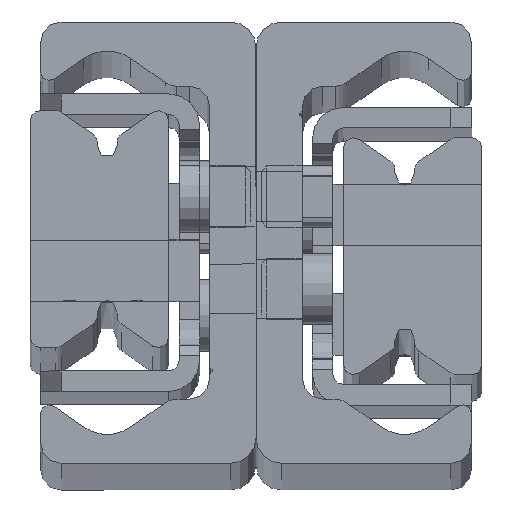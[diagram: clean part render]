
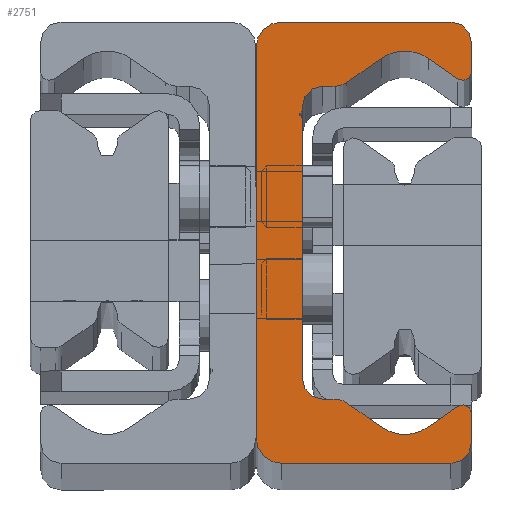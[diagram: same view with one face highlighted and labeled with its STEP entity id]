
A CAD part, top view. The second image highlights one B-rep face of the part: STEP entity #2751.
In plain terms, the highlighted planar face has unit normal (0, 0, 1).
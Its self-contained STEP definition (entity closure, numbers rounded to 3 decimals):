
#1649=CARTESIAN_POINT('',(2.499,0.,1490.0));
#1650=VERTEX_POINT('',#1649);
#1651=CARTESIAN_POINT('',(-0.001,2.5,1490.0));
#1652=VERTEX_POINT('',#1651);
#1653=CARTESIAN_POINT('',(2.499,2.5,1490.0));
#1654=DIRECTION('',(0.0,0.0,-1.0));
#1655=DIRECTION('',(-1.0,0.0,0.0));
#1656=AXIS2_PLACEMENT_3D('',#1653,#1654,#1655);
#1657=CIRCLE('',#1656,2.5);
#1658=EDGE_CURVE('',#1650,#1652,#1657,.T.);
#1691=CARTESIAN_POINT('',(-0.001,40.5,1490.0));
#1692=VERTEX_POINT('',#1691);
#1693=CARTESIAN_POINT('',(-0.001,2.5,1490.0));
#1694=DIRECTION('',(0.0,1.0,0.0));
#1695=VECTOR('',#1694,38.0);
#1696=LINE('',#1693,#1695);
#1697=EDGE_CURVE('',#1652,#1692,#1696,.T.);
#1791=CARTESIAN_POINT('',(2.499,43.0,1490.0));
#1792=VERTEX_POINT('',#1791);
#1793=CARTESIAN_POINT('',(2.499,40.5,1490.0));
#1794=DIRECTION('',(0.0,0.0,-1.0));
#1795=DIRECTION('',(0.0,1.0,0.0));
#1796=AXIS2_PLACEMENT_3D('',#1793,#1794,#1795);
#1797=CIRCLE('',#1796,2.5);
#1798=EDGE_CURVE('',#1692,#1792,#1797,.T.);
#1824=CARTESIAN_POINT('',(18.999,43.,1490.0));
#1825=VERTEX_POINT('',#1824);
#1826=CARTESIAN_POINT('',(2.499,43.0,1490.0));
#1827=DIRECTION('',(1.0,0.0,0.0));
#1828=VECTOR('',#1827,16.5);
#1829=LINE('',#1826,#1828);
#1830=EDGE_CURVE('',#1792,#1825,#1829,.T.);
#1855=CARTESIAN_POINT('',(20.999,41.,1490.0));
#1856=VERTEX_POINT('',#1855);
#1857=CARTESIAN_POINT('',(18.999,41.,1490.0));
#1858=DIRECTION('',(0.0,0.0,-1.0));
#1859=DIRECTION('',(1.0,0.0,0.0));
#1860=AXIS2_PLACEMENT_3D('',#1857,#1858,#1859);
#1861=CIRCLE('',#1860,2.0);
#1862=EDGE_CURVE('',#1825,#1856,#1861,.T.);
#1888=CARTESIAN_POINT('',(20.999,38.15,1490.0));
#1889=VERTEX_POINT('',#1888);
#1890=CARTESIAN_POINT('',(20.999,41.,1490.0));
#1891=DIRECTION('',(0.0,-1.0,0.0));
#1892=VECTOR('',#1891,2.85);
#1893=LINE('',#1890,#1892);
#1894=EDGE_CURVE('',#1856,#1889,#1893,.T.);
#1919=CARTESIAN_POINT('',(19.662,37.453,1490.0));
#1920=VERTEX_POINT('',#1919);
#1921=CARTESIAN_POINT('',(20.149,38.15,1490.0));
#1922=DIRECTION('',(0.0,0.0,-1.));
#1923=DIRECTION('',(-0.574,-0.819,0.0));
#1924=AXIS2_PLACEMENT_3D('',#1921,#1922,#1923);
#1925=CIRCLE('',#1924,0.85);
#1926=EDGE_CURVE('',#1889,#1920,#1925,.T.);
#1952=CARTESIAN_POINT('',(16.794,39.462,1490.0));
#1953=VERTEX_POINT('',#1952);
#1954=CARTESIAN_POINT('',(19.662,37.453,1490.0));
#1955=DIRECTION('',(-0.819,0.574,0.0));
#1956=VECTOR('',#1955,3.501);
#1957=LINE('',#1954,#1956);
#1958=EDGE_CURVE('',#1920,#1953,#1957,.T.);
#1983=CARTESIAN_POINT('',(12.205,39.462,1490.0));
#1984=VERTEX_POINT('',#1983);
#1985=CARTESIAN_POINT('',(14.499,36.185,1490.0));
#1986=DIRECTION('',(0.0,0.0,1.0));
#1987=DIRECTION('',(-0.574,-0.819,0.0));
#1988=AXIS2_PLACEMENT_3D('',#1985,#1986,#1987);
#1989=CIRCLE('',#1988,4.0);
#1990=EDGE_CURVE('',#1953,#1984,#1989,.T.);
#2016=CARTESIAN_POINT('',(8.849,37.112,1490.0));
#2017=VERTEX_POINT('',#2016);
#2018=CARTESIAN_POINT('',(12.205,39.462,1490.0));
#2019=DIRECTION('',(-0.819,-0.574,0.0));
#2020=VECTOR('',#2019,4.097);
#2021=LINE('',#2018,#2020);
#2022=EDGE_CURVE('',#1984,#2017,#2021,.T.);
#2047=CARTESIAN_POINT('',(7.702,36.75,1490.0));
#2048=VERTEX_POINT('',#2047);
#2049=CARTESIAN_POINT('',(7.702,38.75,1490.0));
#2050=DIRECTION('',(0.0,0.0,-1.0));
#2051=DIRECTION('',(0.0,-1.0,0.0));
#2052=AXIS2_PLACEMENT_3D('',#2049,#2050,#2051);
#2053=CIRCLE('',#2052,2.0);
#2054=EDGE_CURVE('',#2017,#2048,#2053,.T.);
#2080=CARTESIAN_POINT('',(6.499,36.75,1490.0));
#2081=VERTEX_POINT('',#2080);
#2082=CARTESIAN_POINT('',(7.702,36.75,1490.0));
#2083=DIRECTION('',(-1.0,0.0,0.0));
#2084=VECTOR('',#2083,1.203);
#2085=LINE('',#2082,#2084);
#2086=EDGE_CURVE('',#2048,#2081,#2085,.T.);
#2111=CARTESIAN_POINT('',(4.499,34.75,1490.0));
#2112=VERTEX_POINT('',#2111);
#2113=CARTESIAN_POINT('',(6.499,34.75,1490.0));
#2114=DIRECTION('',(0.0,0.0,1.0));
#2115=DIRECTION('',(0.0,-1.0,0.0));
#2116=AXIS2_PLACEMENT_3D('',#2113,#2114,#2115);
#2117=CIRCLE('',#2116,2.0);
#2118=EDGE_CURVE('',#2081,#2112,#2117,.T.);
#2144=CARTESIAN_POINT('',(4.499,34.361,1490.0));
#2145=VERTEX_POINT('',#2144);
#2146=CARTESIAN_POINT('',(4.499,34.75,1490.0));
#2147=DIRECTION('',(0.0,-1.0,0.0));
#2148=VECTOR('',#2147,0.389);
#2149=LINE('',#2146,#2148);
#2150=EDGE_CURVE('',#2112,#2145,#2149,.T.);
#2175=CARTESIAN_POINT('',(4.411,34.234,1490.0));
#2176=VERTEX_POINT('',#2175);
#2177=CARTESIAN_POINT('',(4.363,34.361,1490.0));
#2178=DIRECTION('',(0.0,0.0,-1.0));
#2179=DIRECTION('',(0.353,-0.936,0.0));
#2180=AXIS2_PLACEMENT_3D('',#2177,#2178,#2179);
#2181=CIRCLE('',#2180,0.136);
#2182=EDGE_CURVE('',#2145,#2176,#2181,.T.);
#2208=CARTESIAN_POINT('',(4.422,33.762,1490.0));
#2209=VERTEX_POINT('',#2208);
#2210=CARTESIAN_POINT('',(4.499,34.0,1490.0));
#2211=DIRECTION('',(0.0,0.0,1.));
#2212=DIRECTION('',(0.353,-0.936,0.0));
#2213=AXIS2_PLACEMENT_3D('',#2210,#2211,#2212);
#2214=CIRCLE('',#2213,0.25);
#2215=EDGE_CURVE('',#2176,#2209,#2214,.T.);
#2241=CARTESIAN_POINT('',(4.499,33.656,1490.0));
#2242=VERTEX_POINT('',#2241);
#2243=CARTESIAN_POINT('',(4.387,33.656,1490.0));
#2244=DIRECTION('',(0.0,0.0,-1.0));
#2245=DIRECTION('',(1.0,0.0,0.0));
#2246=AXIS2_PLACEMENT_3D('',#2243,#2244,#2245);
#2247=CIRCLE('',#2246,0.112);
#2248=EDGE_CURVE('',#2209,#2242,#2247,.T.);
#2274=CARTESIAN_POINT('',(4.499,8.25,1490.0));
#2275=VERTEX_POINT('',#2274);
#2276=CARTESIAN_POINT('',(4.499,33.656,1490.0));
#2277=DIRECTION('',(0.0,-1.0,0.0));
#2278=VECTOR('',#2277,25.406);
#2279=LINE('',#2276,#2278);
#2280=EDGE_CURVE('',#2242,#2275,#2279,.T.);
#2374=CARTESIAN_POINT('',(6.499,6.25,1490.0));
#2375=VERTEX_POINT('',#2374);
#2376=CARTESIAN_POINT('',(6.499,8.25,1490.0));
#2377=DIRECTION('',(0.0,0.0,1.0));
#2378=DIRECTION('',(1.0,0.0,0.0));
#2379=AXIS2_PLACEMENT_3D('',#2376,#2377,#2378);
#2380=CIRCLE('',#2379,2.0);
#2381=EDGE_CURVE('',#2275,#2375,#2380,.T.);
#2407=CARTESIAN_POINT('',(7.702,6.25,1490.0));
#2408=VERTEX_POINT('',#2407);
#2409=CARTESIAN_POINT('',(6.499,6.25,1490.0));
#2410=DIRECTION('',(1.0,0.0,0.0));
#2411=VECTOR('',#2410,1.203);
#2412=LINE('',#2409,#2411);
#2413=EDGE_CURVE('',#2375,#2408,#2412,.T.);
#2438=CARTESIAN_POINT('',(8.849,5.888,1490.0));
#2439=VERTEX_POINT('',#2438);
#2440=CARTESIAN_POINT('',(7.702,4.25,1490.0));
#2441=DIRECTION('',(0.0,0.0,-1.));
#2442=DIRECTION('',(0.574,0.819,0.0));
#2443=AXIS2_PLACEMENT_3D('',#2440,#2441,#2442);
#2444=CIRCLE('',#2443,2.0);
#2445=EDGE_CURVE('',#2408,#2439,#2444,.T.);
#2471=CARTESIAN_POINT('',(12.205,3.538,1490.0));
#2472=VERTEX_POINT('',#2471);
#2473=CARTESIAN_POINT('',(8.849,5.888,1490.0));
#2474=DIRECTION('',(0.819,-0.574,0.0));
#2475=VECTOR('',#2474,4.097);
#2476=LINE('',#2473,#2475);
#2477=EDGE_CURVE('',#2439,#2472,#2476,.T.);
#2502=CARTESIAN_POINT('',(16.794,3.538,1490.0));
#2503=VERTEX_POINT('',#2502);
#2504=CARTESIAN_POINT('',(14.499,6.815,1490.0));
#2505=DIRECTION('',(0.0,0.0,1.0));
#2506=DIRECTION('',(0.574,0.819,0.0));
#2507=AXIS2_PLACEMENT_3D('',#2504,#2505,#2506);
#2508=CIRCLE('',#2507,4.0);
#2509=EDGE_CURVE('',#2472,#2503,#2508,.T.);
#2535=CARTESIAN_POINT('',(19.662,5.547,1490.0));
#2536=VERTEX_POINT('',#2535);
#2537=CARTESIAN_POINT('',(16.794,3.538,1490.0));
#2538=DIRECTION('',(0.819,0.574,0.0));
#2539=VECTOR('',#2538,3.501);
#2540=LINE('',#2537,#2539);
#2541=EDGE_CURVE('',#2503,#2536,#2540,.T.);
#2566=CARTESIAN_POINT('',(20.999,4.85,1490.0));
#2567=VERTEX_POINT('',#2566);
#2568=CARTESIAN_POINT('',(20.149,4.85,1490.0));
#2569=DIRECTION('',(0.0,0.0,-1.0));
#2570=DIRECTION('',(1.0,0.0,0.0));
#2571=AXIS2_PLACEMENT_3D('',#2568,#2569,#2570);
#2572=CIRCLE('',#2571,0.85);
#2573=EDGE_CURVE('',#2536,#2567,#2572,.T.);
#2599=CARTESIAN_POINT('',(20.999,2.,1490.0));
#2600=VERTEX_POINT('',#2599);
#2601=CARTESIAN_POINT('',(20.999,4.85,1490.0));
#2602=DIRECTION('',(0.0,-1.0,0.0));
#2603=VECTOR('',#2602,2.85);
#2604=LINE('',#2601,#2603);
#2605=EDGE_CURVE('',#2567,#2600,#2604,.T.);
#2630=CARTESIAN_POINT('',(18.999,0.,1490.0));
#2631=VERTEX_POINT('',#2630);
#2632=CARTESIAN_POINT('',(18.999,2.,1490.0));
#2633=DIRECTION('',(0.0,0.0,-1.0));
#2634=DIRECTION('',(0.0,-1.0,0.0));
#2635=AXIS2_PLACEMENT_3D('',#2632,#2633,#2634);
#2636=CIRCLE('',#2635,2.0);
#2637=EDGE_CURVE('',#2600,#2631,#2636,.T.);
#2663=CARTESIAN_POINT('',(18.999,0.,1490.0));
#2664=DIRECTION('',(-1.0,0.0,0.0));
#2665=VECTOR('',#2664,16.5);
#2666=LINE('',#2663,#2665);
#2667=EDGE_CURVE('',#2631,#1650,#2666,.T.);
#2716=CARTESIAN_POINT('',(7.822,21.517,1490.0));
#2717=DIRECTION('',(0.0,0.0,1.0));
#2718=DIRECTION('',(1.0,0.0,0.0));
#2719=AXIS2_PLACEMENT_3D('',#2716,#2717,#2718);
#2720=PLANE('',#2719);
#2721=ORIENTED_EDGE('',*,*,#1658,.F.);
#2722=ORIENTED_EDGE('',*,*,#2667,.F.);
#2723=ORIENTED_EDGE('',*,*,#2637,.F.);
#2724=ORIENTED_EDGE('',*,*,#2605,.F.);
#2725=ORIENTED_EDGE('',*,*,#2573,.F.);
#2726=ORIENTED_EDGE('',*,*,#2541,.F.);
#2727=ORIENTED_EDGE('',*,*,#2509,.F.);
#2728=ORIENTED_EDGE('',*,*,#2477,.F.);
#2729=ORIENTED_EDGE('',*,*,#2445,.F.);
#2730=ORIENTED_EDGE('',*,*,#2413,.F.);
#2731=ORIENTED_EDGE('',*,*,#2381,.F.);
#2732=ORIENTED_EDGE('',*,*,#2280,.F.);
#2733=ORIENTED_EDGE('',*,*,#2248,.F.);
#2734=ORIENTED_EDGE('',*,*,#2215,.F.);
#2735=ORIENTED_EDGE('',*,*,#2182,.F.);
#2736=ORIENTED_EDGE('',*,*,#2150,.F.);
#2737=ORIENTED_EDGE('',*,*,#2118,.F.);
#2738=ORIENTED_EDGE('',*,*,#2086,.F.);
#2739=ORIENTED_EDGE('',*,*,#2054,.F.);
#2740=ORIENTED_EDGE('',*,*,#2022,.F.);
#2741=ORIENTED_EDGE('',*,*,#1990,.F.);
#2742=ORIENTED_EDGE('',*,*,#1958,.F.);
#2743=ORIENTED_EDGE('',*,*,#1926,.F.);
#2744=ORIENTED_EDGE('',*,*,#1894,.F.);
#2745=ORIENTED_EDGE('',*,*,#1862,.F.);
#2746=ORIENTED_EDGE('',*,*,#1830,.F.);
#2747=ORIENTED_EDGE('',*,*,#1798,.F.);
#2748=ORIENTED_EDGE('',*,*,#1697,.F.);
#2749=EDGE_LOOP('',(#2721,#2722,#2723,#2724,#2725,#2726,#2727,#2728,#2729,#2730,#2731,#2732,#2733,#2734,#2735,#2736,#2737,#2738,#2739,#2740,#2741,#2742,#2743,#2744,#2745,#2746,#2747,#2748));
#2750=FACE_OUTER_BOUND('',#2749,.T.);
#2751=ADVANCED_FACE('',(#2750),#2720,.T.);
